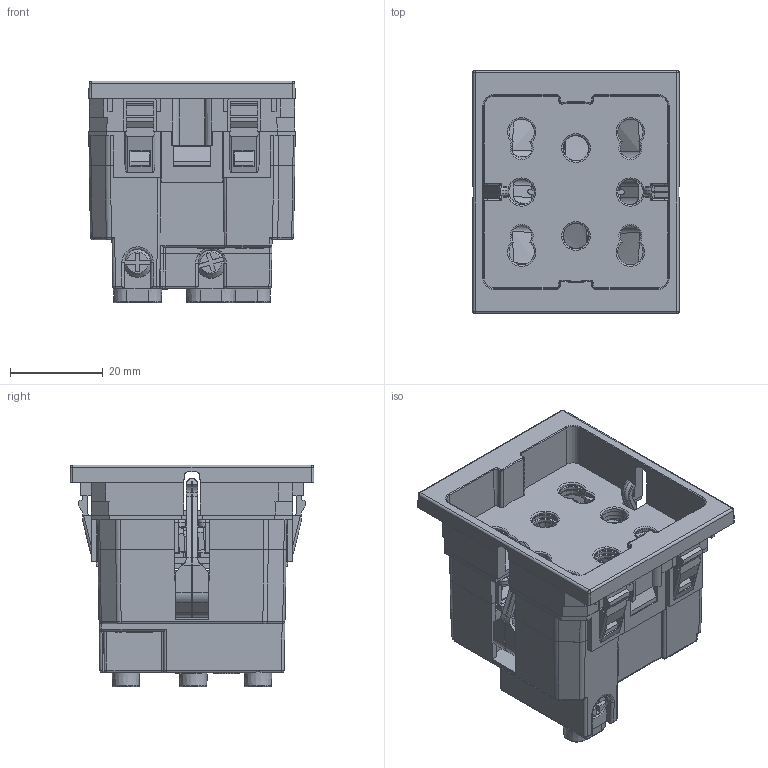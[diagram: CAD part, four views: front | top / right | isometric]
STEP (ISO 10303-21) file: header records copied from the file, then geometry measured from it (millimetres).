
FILE_DESCRIPTION((''),'2;1');
FILE_NAME('LF40211-LINEA-1_ASM','2024-01-11T',('admin'),(''),'PRO/ENGINEER BY PARAMETRIC TECHNOLOGY CORPORATION, 2012480','PRO/ENGINEER BY PARAMETRIC TECHNOLOGY CORPORATION, 2012480','');
FILE_SCHEMA(('CONFIG_CONTROL_DESIGN'));
Products named in the file (18): LF40211001-LINEA_AF1; LF40211010-LINEA_AF1; H21_______-LNOW-20230307_AF2; SLIDE-P30-_AF1_AF2; SHUTTER-3_AF2; SHUTTER-3_AF0_AF2; PROTECTOR-COVER_AF0_AF2; SHUTTER-1_ASM_AF1_ASM; LF40211043-LINEA_AF1; LF40211042-LINEA; M3_5X6-20200624; LK40207050-22; LF40211-LN040__AF4; LF40211-LN040__AF5; M3_5X6-20200624_AF1; LK40207050-22_AF1; LF40211002-2-LINEA; LF40211-LINEA-1_ASM
Assembly tree (19 placements, depth 3):
  LF40211-LINEA-1_ASM
    LF40211001-LINEA_AF1
    LF40211010-LINEA_AF1
    SHUTTER-1_ASM_AF1_ASM
      H21_______-LNOW-20230307_AF2
      SLIDE-P30-_AF1_AF2
      SHUTTER-3_AF2
      SHUTTER-3_AF0_AF2
      PROTECTOR-COVER_AF0_AF2
    LF40211043-LINEA_AF1
    LF40211042-LINEA
    M3_5X6-20200624  x2
    LK40207050-22  x2
    LF40211-LN040__AF4
    LF40211-LN040__AF5
    M3_5X6-20200624_AF1
    LK40207050-22_AF1
    LF40211002-2-LINEA
Bounding box: 44.6 x 52.7 x 47.9 mm (x, y, z)
Volume: 28075.1 mm3; surface area: 52873.6 mm2
Topology: 19 solids, 21 shells, 4316 faces, 12124 edges, 7849 vertices
Faces by surface type: plane 2596, cylinder 1091, bspline 214, cone 136, torus 133, extrusion 127, sphere 19
Entity records: 146633 total; most frequent: CARTESIAN_POINT 40562, ORIENTED_EDGE 23464, DIRECTION 20042, EDGE_CURVE 11732, VECTOR 8152, LINE 8025, VERTEX_POINT 7598, AXIS2_PLACEMENT_3D 5945
